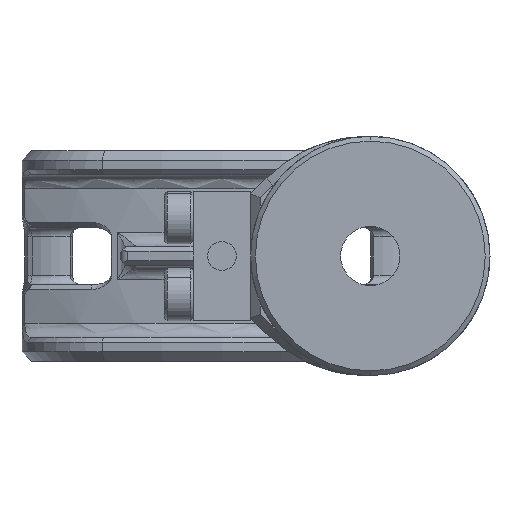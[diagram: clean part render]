
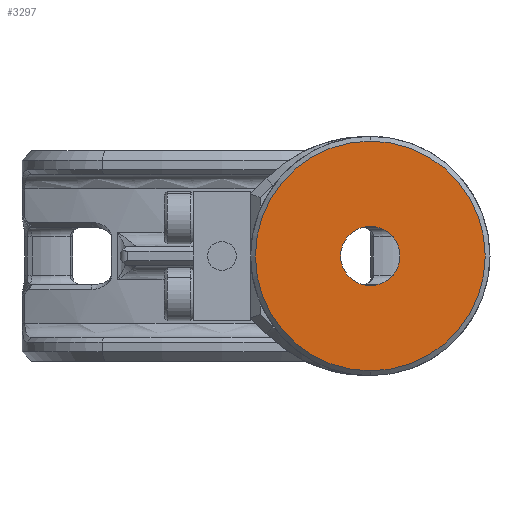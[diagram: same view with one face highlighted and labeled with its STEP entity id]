
A CAD part, front view. The second image highlights one B-rep face of the part: STEP entity #3297.
In plain terms, the highlighted planar face has unit normal (0, -1, 0).
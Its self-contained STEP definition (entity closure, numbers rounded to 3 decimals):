
#165 = CARTESIAN_POINT ( 'NONE',  ( 12.5, 0., -12. ) ) ;
#485 = DIRECTION ( 'NONE',  ( 0., -1., 0. ) ) ;
#1507 = AXIS2_PLACEMENT_3D ( 'NONE', #8646, #485, #10055 ) ;
#2173 = ORIENTED_EDGE ( 'NONE', *, *, #6316, .T. ) ;
#2557 = VERTEX_POINT ( 'NONE', #4088 ) ;
#2722 = AXIS2_PLACEMENT_3D ( 'NONE', #9426, #11609, #7018 ) ;
#2880 = AXIS2_PLACEMENT_3D ( 'NONE', #4551, #12023, #11784 ) ;
#3297 = ADVANCED_FACE ( 'NONE', ( #3356, #8020 ), #3433, .F. ) ;
#3321 = DIRECTION ( 'NONE',  ( 0., -1., 0. ) ) ;
#3356 = FACE_OUTER_BOUND ( 'NONE', #9905, .T. ) ;
#3433 = PLANE ( 'NONE',  #2722 ) ;
#4088 = CARTESIAN_POINT ( 'NONE',  ( 12.5, 0., 12. ) ) ;
#4551 = CARTESIAN_POINT ( 'NONE',  ( 12.5, 0., 0. ) ) ;
#5066 = AXIS2_PLACEMENT_3D ( 'NONE', #15186, #3321, #8058 ) ;
#5135 = EDGE_LOOP ( 'NONE', ( #7109, #9484 ) ) ;
#6064 = VERTEX_POINT ( 'NONE', #14552 ) ;
#6316 = EDGE_CURVE ( 'NONE', #11550, #2557, #12725, .T. ) ;
#6321 = DIRECTION ( 'NONE',  ( 0., -1., 0. ) ) ;
#6677 = EDGE_CURVE ( 'NONE', #2557, #11550, #13147, .T. ) ;
#6774 = CIRCLE ( 'NONE', #5066, 3.1 ) ;
#7018 = DIRECTION ( 'NONE',  ( -1., 0., 0. ) ) ;
#7109 = ORIENTED_EDGE ( 'NONE', *, *, #12608, .F. ) ;
#7632 = DIRECTION ( 'NONE',  ( -1., 0., 0. ) ) ;
#7950 = CARTESIAN_POINT ( 'NONE',  ( 15.6, 0., 0. ) ) ;
#8020 = FACE_BOUND ( 'NONE', #5135, .T. ) ;
#8058 = DIRECTION ( 'NONE',  ( -1., 0., 0. ) ) ;
#8646 = CARTESIAN_POINT ( 'NONE',  ( 12.5, 0., 0. ) ) ;
#8761 = EDGE_CURVE ( 'NONE', #10953, #6064, #9599, .T. ) ;
#9426 = CARTESIAN_POINT ( 'NONE',  ( 25., 0., 12.5 ) ) ;
#9484 = ORIENTED_EDGE ( 'NONE', *, *, #8761, .F. ) ;
#9599 = CIRCLE ( 'NONE', #2880, 3.1 ) ;
#9905 = EDGE_LOOP ( 'NONE', ( #12062, #2173 ) ) ;
#10055 = DIRECTION ( 'NONE',  ( -1., 0., 0. ) ) ;
#10620 = AXIS2_PLACEMENT_3D ( 'NONE', #11142, #6321, #7632 ) ;
#10953 = VERTEX_POINT ( 'NONE', #7950 ) ;
#11142 = CARTESIAN_POINT ( 'NONE',  ( 12.5, 0., 0. ) ) ;
#11550 = VERTEX_POINT ( 'NONE', #165 ) ;
#11609 = DIRECTION ( 'NONE',  ( 0., 1., 0. ) ) ;
#11784 = DIRECTION ( 'NONE',  ( -1., 0., 0. ) ) ;
#12023 = DIRECTION ( 'NONE',  ( 0., -1., 0. ) ) ;
#12062 = ORIENTED_EDGE ( 'NONE', *, *, #6677, .T. ) ;
#12608 = EDGE_CURVE ( 'NONE', #6064, #10953, #6774, .T. ) ;
#12725 = CIRCLE ( 'NONE', #1507, 12. ) ;
#13147 = CIRCLE ( 'NONE', #10620, 12. ) ;
#14552 = CARTESIAN_POINT ( 'NONE',  ( 9.4, 0., 0. ) ) ;
#15186 = CARTESIAN_POINT ( 'NONE',  ( 12.5, 0., 0. ) ) ;
